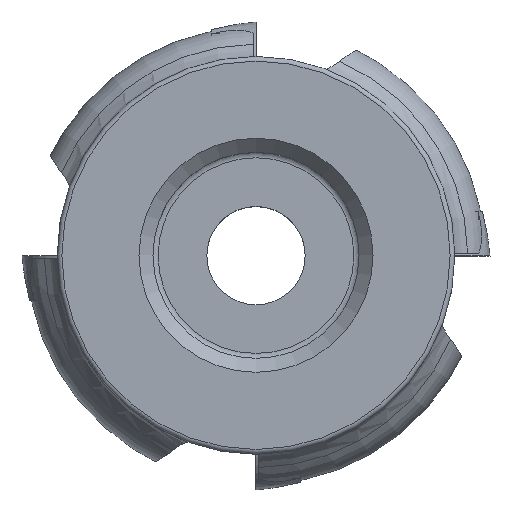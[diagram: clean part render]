
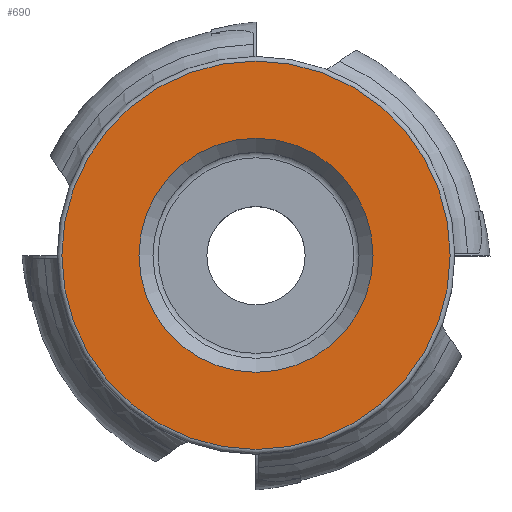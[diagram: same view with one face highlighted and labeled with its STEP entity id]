
A CAD part, top view. The second image highlights one B-rep face of the part: STEP entity #690.
In plain terms, the highlighted conical face has half-angle 89.972 degrees and reference radius 12.501 mm.
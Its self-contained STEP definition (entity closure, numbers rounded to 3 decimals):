
#306=CONICAL_SURFACE('',#4931,12.501,89.972);
#690=ADVANCED_FACE('',(#1054,#1055),#306,.F.);
#1054=FACE_BOUND('',#1213,.T.);
#1055=FACE_BOUND('',#1214,.T.);
#1213=EDGE_LOOP('',(#2278));
#1214=EDGE_LOOP('',(#2279));
#1933=CIRCLE('',#4928,12.501);
#1934=CIRCLE('',#4930,20.74);
#2278=ORIENTED_EDGE('',*,*,#3974,.F.);
#2279=ORIENTED_EDGE('',*,*,#3973,.T.);
#3490=VERTEX_POINT('',#7543);
#3491=VERTEX_POINT('',#7546);
#3973=EDGE_CURVE('',#3490,#3490,#1933,.T.);
#3974=EDGE_CURVE('',#3491,#3491,#1934,.T.);
#4928=AXIS2_PLACEMENT_3D('',#7542,#5605,#5606);
#4930=AXIS2_PLACEMENT_3D('',#7545,#5609,#5610);
#4931=AXIS2_PLACEMENT_3D('',#7547,#5611,#5612);
#5605=DIRECTION('',(0.,0.,-1.));
#5606=DIRECTION('',(-1.,0.,0.));
#5609=DIRECTION('',(0.,0.,-1.));
#5610=DIRECTION('',(-1.,0.,0.));
#5611=DIRECTION('',(0.,0.,1.));
#5612=DIRECTION('',(1.,0.,0.));
#7542=CARTESIAN_POINT('',(0.,0.,0.006));
#7543=CARTESIAN_POINT('',(-12.501,0.,0.006));
#7545=CARTESIAN_POINT('',(0.,0.,0.01));
#7546=CARTESIAN_POINT('',(-20.74,0.,0.01));
#7547=CARTESIAN_POINT('',(0.,0.,0.006));
